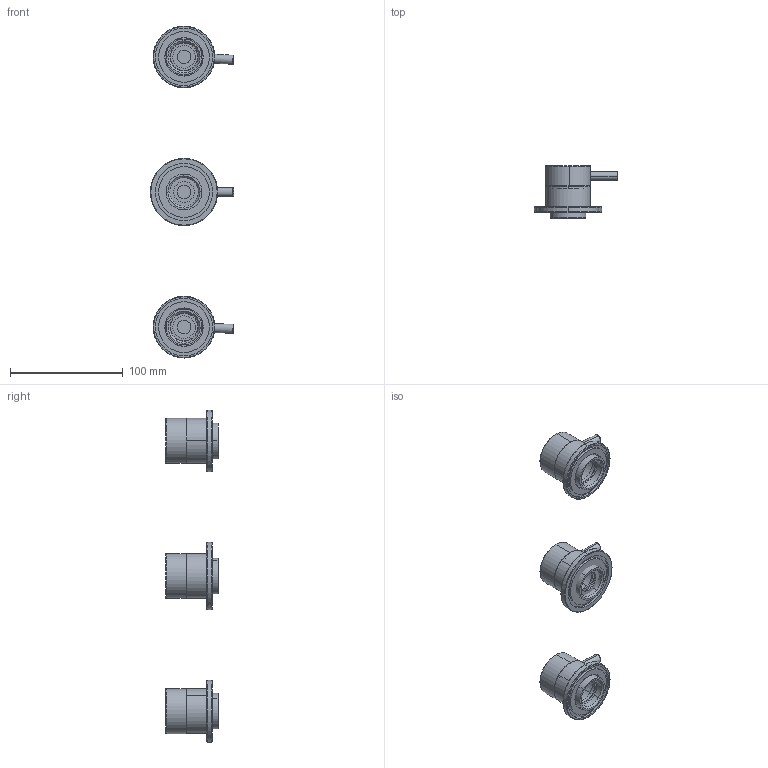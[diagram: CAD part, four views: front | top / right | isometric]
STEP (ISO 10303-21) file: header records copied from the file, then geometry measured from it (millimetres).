
FILE_DESCRIPTION (( 'STEP AP214' ), '1' );
FILE_NAME ('15182.STEP', '2025-04-11T08:19:14', ( '' ), ( '' ), 'SwSTEP 2.0', 'SolidWorks 2018', '' );
FILE_SCHEMA (( 'AUTOMOTIVE_DESIGN' ));
Length unit declared in the file: millimetre
Products named in the file (12): 899; 897; 913; 15182; 896; 900; 910
Assembly tree (15 placements, depth 2):
  15182
    896
    896
    900  x3
    910
    897  x3
    899
    899
    913
    913
    899
    913
Bounding box: 74.08 x 46.3 x 294.9 mm (x, y, z)
Volume: 92353.5 mm3; surface area: 69057.4 mm2
Topology: 15 solids, 15 shells, 267 faces, 540 edges, 338 vertices
Faces by surface type: cylinder 142, plane 68, cone 33, torus 24
Entity records: 6543 total; most frequent: CARTESIAN_POINT 1562, DIRECTION 1075, ORIENTED_EDGE 812, AXIS2_PLACEMENT_3D 475, EDGE_CURVE 406, CIRCLE 254, EDGE_LOOP 254, VERTEX_POINT 254
